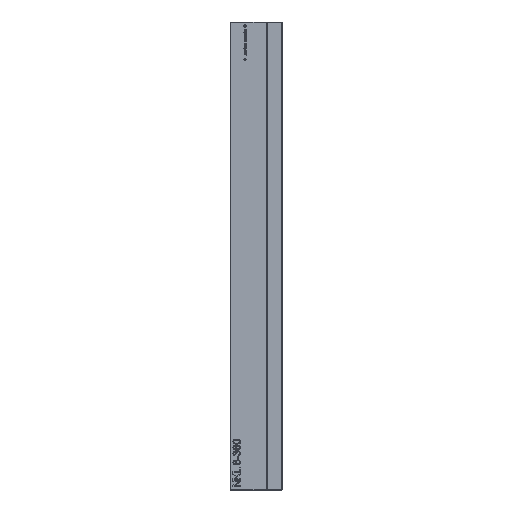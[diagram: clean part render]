
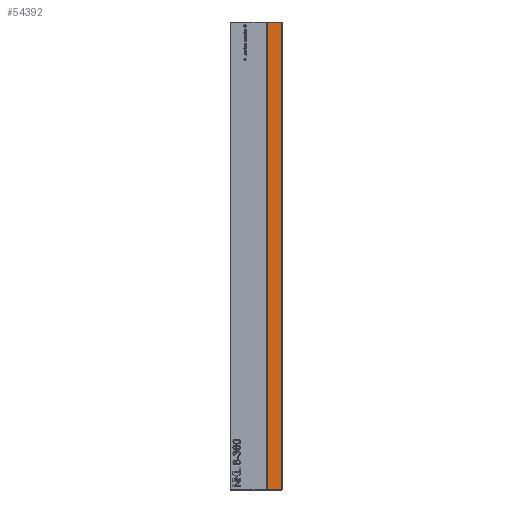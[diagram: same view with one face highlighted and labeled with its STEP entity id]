
A CAD part, left-side view. The second image highlights one B-rep face of the part: STEP entity #54392.
In plain terms, the highlighted planar face has unit normal (-1, 0, 0).
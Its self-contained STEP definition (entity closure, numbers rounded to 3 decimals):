
#53548 = EDGE_CURVE('',#53549,#53551,#53553,.T.);
#53549 = VERTEX_POINT('',#53550);
#53550 = CARTESIAN_POINT('',(-50.,11.5,0.3));
#53551 = VERTEX_POINT('',#53552);
#53552 = CARTESIAN_POINT('',(-50.,11.5,359.7));
#53553 = SURFACE_CURVE('',#53554,(#53558,#53570),.PCURVE_S1.);
#53554 = LINE('',#53555,#53556);
#53555 = CARTESIAN_POINT('',(-50.,11.5,0.));
#53556 = VECTOR('',#53557,1.);
#53557 = DIRECTION('',(0.,0.,1.));
#53558 = PCURVE('',#53559,#53564);
#53559 = PLANE('',#53560);
#53560 = AXIS2_PLACEMENT_3D('',#53561,#53562,#53563);
#53561 = CARTESIAN_POINT('',(-22.74,11.5,0.));
#53562 = DIRECTION('',(0.,-1.,0.));
#53563 = DIRECTION('',(-1.,0.,0.));
#53564 = DEFINITIONAL_REPRESENTATION('',(#53565),#53569);
#53565 = LINE('',#53566,#53567);
#53566 = CARTESIAN_POINT('',(27.26,0.));
#53567 = VECTOR('',#53568,1.);
#53568 = DIRECTION('',(0.,-1.));
#53569 = ( GEOMETRIC_REPRESENTATION_CONTEXT(2) 
PARAMETRIC_REPRESENTATION_CONTEXT() REPRESENTATION_CONTEXT('2D SPACE',''
  ) );
#53570 = PCURVE('',#53571,#53576);
#53571 = PLANE('',#53572);
#53572 = AXIS2_PLACEMENT_3D('',#53573,#53574,#53575);
#53573 = CARTESIAN_POINT('',(-50.,0.,0.));
#53574 = DIRECTION('',(-1.,0.,0.));
#53575 = DIRECTION('',(0.,1.,0.));
#53576 = DEFINITIONAL_REPRESENTATION('',(#53577),#53581);
#53577 = LINE('',#53578,#53579);
#53578 = CARTESIAN_POINT('',(11.5,0.));
#53579 = VECTOR('',#53580,1.);
#53580 = DIRECTION('',(0.,-1.));
#53581 = ( GEOMETRIC_REPRESENTATION_CONTEXT(2) 
PARAMETRIC_REPRESENTATION_CONTEXT() REPRESENTATION_CONTEXT('2D SPACE',''
  ) );
#53599 = PLANE('',#53600);
#53600 = AXIS2_PLACEMENT_3D('',#53601,#53602,#53603);
#53601 = CARTESIAN_POINT('',(-49.85,0.,0.15));
#53602 = DIRECTION('',(0.707,0.,
    0.707));
#53603 = DIRECTION('',(0.,-1.,0.));
#54381 = PLANE('',#54382);
#54382 = AXIS2_PLACEMENT_3D('',#54383,#54384,#54385);
#54383 = CARTESIAN_POINT('',(-49.85,0.,359.85));
#54384 = DIRECTION('',(-0.707,0.,
    0.707));
#54385 = DIRECTION('',(0.,-1.,0.));
#54392 = ADVANCED_FACE('',(#54393),#53571,.T.);
#54393 = FACE_BOUND('',#54394,.T.);
#54394 = EDGE_LOOP('',(#54395,#54396,#54419,#54447));
#54395 = ORIENTED_EDGE('',*,*,#53548,.F.);
#54396 = ORIENTED_EDGE('',*,*,#54397,.F.);
#54397 = EDGE_CURVE('',#54398,#53549,#54400,.T.);
#54398 = VERTEX_POINT('',#54399);
#54399 = CARTESIAN_POINT('',(-50.,0.3,0.3));
#54400 = SURFACE_CURVE('',#54401,(#54405,#54412),.PCURVE_S1.);
#54401 = LINE('',#54402,#54403);
#54402 = CARTESIAN_POINT('',(-50.,0.,0.3));
#54403 = VECTOR('',#54404,1.);
#54404 = DIRECTION('',(0.,1.,0.));
#54405 = PCURVE('',#53571,#54406);
#54406 = DEFINITIONAL_REPRESENTATION('',(#54407),#54411);
#54407 = LINE('',#54408,#54409);
#54408 = CARTESIAN_POINT('',(0.,-0.3));
#54409 = VECTOR('',#54410,1.);
#54410 = DIRECTION('',(1.,0.));
#54411 = ( GEOMETRIC_REPRESENTATION_CONTEXT(2) 
PARAMETRIC_REPRESENTATION_CONTEXT() REPRESENTATION_CONTEXT('2D SPACE',''
  ) );
#54412 = PCURVE('',#53599,#54413);
#54413 = DEFINITIONAL_REPRESENTATION('',(#54414),#54418);
#54414 = LINE('',#54415,#54416);
#54415 = CARTESIAN_POINT('',(0.,-0.212));
#54416 = VECTOR('',#54417,1.);
#54417 = DIRECTION('',(-1.,0.));
#54418 = ( GEOMETRIC_REPRESENTATION_CONTEXT(2) 
PARAMETRIC_REPRESENTATION_CONTEXT() REPRESENTATION_CONTEXT('2D SPACE',''
  ) );
#54419 = ORIENTED_EDGE('',*,*,#54420,.T.);
#54420 = EDGE_CURVE('',#54398,#54421,#54423,.T.);
#54421 = VERTEX_POINT('',#54422);
#54422 = CARTESIAN_POINT('',(-50.,0.3,359.7));
#54423 = SURFACE_CURVE('',#54424,(#54428,#54435),.PCURVE_S1.);
#54424 = LINE('',#54425,#54426);
#54425 = CARTESIAN_POINT('',(-50.,0.3,0.));
#54426 = VECTOR('',#54427,1.);
#54427 = DIRECTION('',(0.,0.,1.));
#54428 = PCURVE('',#53571,#54429);
#54429 = DEFINITIONAL_REPRESENTATION('',(#54430),#54434);
#54430 = LINE('',#54431,#54432);
#54431 = CARTESIAN_POINT('',(0.3,0.));
#54432 = VECTOR('',#54433,1.);
#54433 = DIRECTION('',(0.,-1.));
#54434 = ( GEOMETRIC_REPRESENTATION_CONTEXT(2) 
PARAMETRIC_REPRESENTATION_CONTEXT() REPRESENTATION_CONTEXT('2D SPACE',''
  ) );
#54435 = PCURVE('',#54436,#54441);
#54436 = PLANE('',#54437);
#54437 = AXIS2_PLACEMENT_3D('',#54438,#54439,#54440);
#54438 = CARTESIAN_POINT('',(-49.85,0.15,0.));
#54439 = DIRECTION('',(0.707,0.707,
    0.));
#54440 = DIRECTION('',(0.,0.,1.));
#54441 = DEFINITIONAL_REPRESENTATION('',(#54442),#54446);
#54442 = LINE('',#54443,#54444);
#54443 = CARTESIAN_POINT('',(0.,-0.212));
#54444 = VECTOR('',#54445,1.);
#54445 = DIRECTION('',(1.,0.));
#54446 = ( GEOMETRIC_REPRESENTATION_CONTEXT(2) 
PARAMETRIC_REPRESENTATION_CONTEXT() REPRESENTATION_CONTEXT('2D SPACE',''
  ) );
#54447 = ORIENTED_EDGE('',*,*,#54448,.T.);
#54448 = EDGE_CURVE('',#54421,#53551,#54449,.T.);
#54449 = SURFACE_CURVE('',#54450,(#54454,#54461),.PCURVE_S1.);
#54450 = LINE('',#54451,#54452);
#54451 = CARTESIAN_POINT('',(-50.,0.,359.7));
#54452 = VECTOR('',#54453,1.);
#54453 = DIRECTION('',(0.,1.,0.));
#54454 = PCURVE('',#53571,#54455);
#54455 = DEFINITIONAL_REPRESENTATION('',(#54456),#54460);
#54456 = LINE('',#54457,#54458);
#54457 = CARTESIAN_POINT('',(0.,-359.7));
#54458 = VECTOR('',#54459,1.);
#54459 = DIRECTION('',(1.,0.));
#54460 = ( GEOMETRIC_REPRESENTATION_CONTEXT(2) 
PARAMETRIC_REPRESENTATION_CONTEXT() REPRESENTATION_CONTEXT('2D SPACE',''
  ) );
#54461 = PCURVE('',#54381,#54462);
#54462 = DEFINITIONAL_REPRESENTATION('',(#54463),#54467);
#54463 = LINE('',#54464,#54465);
#54464 = CARTESIAN_POINT('',(0.,-0.212));
#54465 = VECTOR('',#54466,1.);
#54466 = DIRECTION('',(-1.,0.));
#54467 = ( GEOMETRIC_REPRESENTATION_CONTEXT(2) 
PARAMETRIC_REPRESENTATION_CONTEXT() REPRESENTATION_CONTEXT('2D SPACE',''
  ) );
